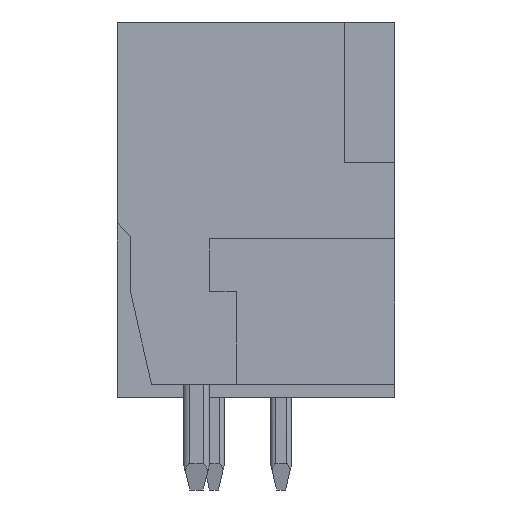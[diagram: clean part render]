
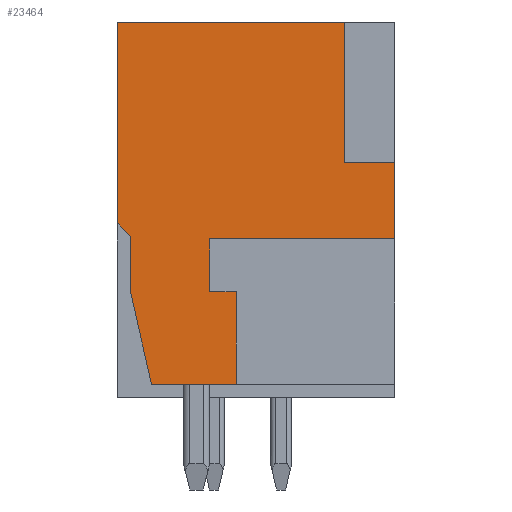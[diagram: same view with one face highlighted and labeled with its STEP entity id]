
A CAD part, front view. The second image highlights one B-rep face of the part: STEP entity #23464.
In plain terms, the highlighted planar face has unit normal (0, -1, 0).
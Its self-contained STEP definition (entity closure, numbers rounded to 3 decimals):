
#19=DIRECTION('',(1.,0.,0.));
#20=VECTOR('',#19,7.);
#21=CARTESIAN_POINT('',(-1.75,-48.23,-1.1));
#22=LINE('',#21,#20);
#546=DIRECTION('',(0.223,0.,-0.975));
#547=VECTOR('',#546,3.59);
#548=CARTESIAN_POINT('',(-4.75,-48.23,-3.1));
#549=LINE('',#548,#547);
#550=DIRECTION('',(0.,0.,1.));
#551=VECTOR('',#550,2.1);
#552=CARTESIAN_POINT('',(-4.75,-48.23,-3.1));
#553=LINE('',#552,#551);
#554=DIRECTION('',(0.707,0.,-0.707));
#555=VECTOR('',#554,0.707);
#556=CARTESIAN_POINT('',(-5.25,-48.23,-0.5));
#557=LINE('',#556,#555);
#558=DIRECTION('',(0.,0.,-1.));
#559=VECTOR('',#558,7.6);
#560=CARTESIAN_POINT('',(-5.25,-48.23,7.1));
#561=LINE('',#560,#559);
#562=DIRECTION('',(-1.,0.,0.));
#563=VECTOR('',#562,8.6);
#564=CARTESIAN_POINT('',(3.35,-48.23,7.1));
#565=LINE('',#564,#563);
#566=DIRECTION('',(0.,0.,-1.));
#567=VECTOR('',#566,5.3);
#568=CARTESIAN_POINT('',(3.35,-48.23,7.1));
#569=LINE('',#568,#567);
#570=DIRECTION('',(-1.,0.,0.));
#571=VECTOR('',#570,1.9);
#572=CARTESIAN_POINT('',(5.25,-48.23,1.8));
#573=LINE('',#572,#571);
#574=DIRECTION('',(0.,0.,1.));
#575=VECTOR('',#574,2.9);
#576=CARTESIAN_POINT('',(5.25,-48.23,-1.1));
#577=LINE('',#576,#575);
#578=DIRECTION('',(0.,0.,-1.));
#579=VECTOR('',#578,2.);
#580=CARTESIAN_POINT('',(-1.75,-48.23,-1.1));
#581=LINE('',#580,#579);
#582=DIRECTION('',(1.,0.,0.));
#583=VECTOR('',#582,1.);
#584=CARTESIAN_POINT('',(-1.75,-48.23,-3.1));
#585=LINE('',#584,#583);
#586=DIRECTION('',(0.,0.,1.));
#587=VECTOR('',#586,3.5);
#588=CARTESIAN_POINT('',(-0.75,-48.23,-6.6));
#589=LINE('',#588,#587);
#590=DIRECTION('',(1.,0.,0.));
#591=VECTOR('',#590,3.2);
#592=CARTESIAN_POINT('',(-3.95,-48.23,-6.6));
#593=LINE('',#592,#591);
#18277=CARTESIAN_POINT('',(-5.25,-48.23,7.1));
#18279=VERTEX_POINT('',#18277);
#18307=CARTESIAN_POINT('',(3.35,-48.23,7.1));
#18308=VERTEX_POINT('',#18307);
#18309=CARTESIAN_POINT('',(5.25,-48.23,1.8));
#18311=VERTEX_POINT('',#18309);
#18319=CARTESIAN_POINT('',(3.35,-48.23,1.8));
#18320=VERTEX_POINT('',#18319);
#18359=CARTESIAN_POINT('',(5.25,-48.23,-1.1));
#18360=VERTEX_POINT('',#18359);
#18365=CARTESIAN_POINT('',(-1.75,-48.23,-3.1));
#18366=CARTESIAN_POINT('',(-0.75,-48.23,-3.1));
#18367=VERTEX_POINT('',#18365);
#18368=VERTEX_POINT('',#18366);
#18371=CARTESIAN_POINT('',(-0.75,-48.23,-6.6));
#18372=VERTEX_POINT('',#18371);
#18373=CARTESIAN_POINT('',(-1.75,-48.23,-1.1));
#18374=VERTEX_POINT('',#18373);
#18377=CARTESIAN_POINT('',(-5.25,-48.23,-0.5));
#18378=CARTESIAN_POINT('',(-4.75,-48.23,-1.));
#18379=VERTEX_POINT('',#18377);
#18380=VERTEX_POINT('',#18378);
#18393=CARTESIAN_POINT('',(-4.75,-48.23,-3.1));
#18394=CARTESIAN_POINT('',(-3.95,-48.23,-6.6));
#18395=VERTEX_POINT('',#18393);
#18396=VERTEX_POINT('',#18394);
#23436=CARTESIAN_POINT('',(0.,-48.23,0.));
#23437=DIRECTION('',(0.,-1.,0.));
#23438=DIRECTION('',(1.,0.,0.));
#23439=AXIS2_PLACEMENT_3D('',#23436,#23437,#23438);
#23440=PLANE('',#23439);
#23442=ORIENTED_EDGE('',*,*,#23441,.F.);
#23444=ORIENTED_EDGE('',*,*,#23443,.T.);
#23446=ORIENTED_EDGE('',*,*,#23445,.F.);
#23448=ORIENTED_EDGE('',*,*,#23447,.F.);
#23450=ORIENTED_EDGE('',*,*,#23449,.F.);
#23452=ORIENTED_EDGE('',*,*,#23451,.T.);
#23454=ORIENTED_EDGE('',*,*,#23453,.F.);
#23456=ORIENTED_EDGE('',*,*,#23455,.F.);
#23457=ORIENTED_EDGE('',*,*,#22808,.F.);
#23458=ORIENTED_EDGE('',*,*,#22837,.T.);
#23459=ORIENTED_EDGE('',*,*,#23431,.T.);
#23460=ORIENTED_EDGE('',*,*,#23418,.F.);
#23461=ORIENTED_EDGE('',*,*,#23000,.F.);
#23462=EDGE_LOOP('',(#23442,#23444,#23446,#23448,#23450,#23452,#23454,#23456,
#23457,#23458,#23459,#23460,#23461));
#23463=FACE_OUTER_BOUND('',#23462,.F.);
#23464=ADVANCED_FACE('',(#23463),#23440,.T.);
#22808=EDGE_CURVE('',#18374,#18360,#22,.T.);
#22837=EDGE_CURVE('',#18374,#18367,#581,.T.);
#23000=EDGE_CURVE('',#18396,#18372,#593,.T.);
#23418=EDGE_CURVE('',#18372,#18368,#589,.T.);
#23431=EDGE_CURVE('',#18367,#18368,#585,.T.);
#23441=EDGE_CURVE('',#18395,#18396,#549,.T.);
#23443=EDGE_CURVE('',#18395,#18380,#553,.T.);
#23445=EDGE_CURVE('',#18379,#18380,#557,.T.);
#23447=EDGE_CURVE('',#18279,#18379,#561,.T.);
#23449=EDGE_CURVE('',#18308,#18279,#565,.T.);
#23451=EDGE_CURVE('',#18308,#18320,#569,.T.);
#23453=EDGE_CURVE('',#18311,#18320,#573,.T.);
#23455=EDGE_CURVE('',#18360,#18311,#577,.T.);
